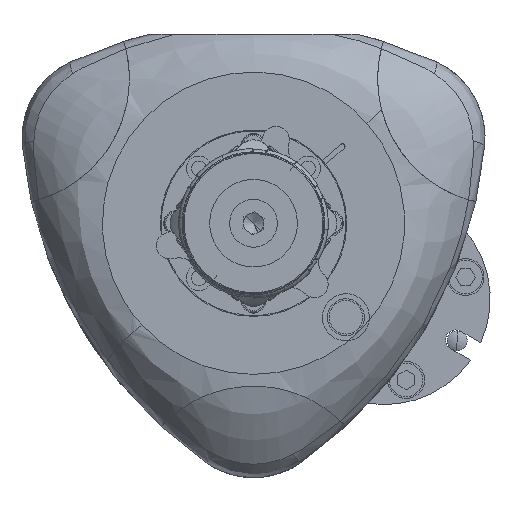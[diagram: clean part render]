
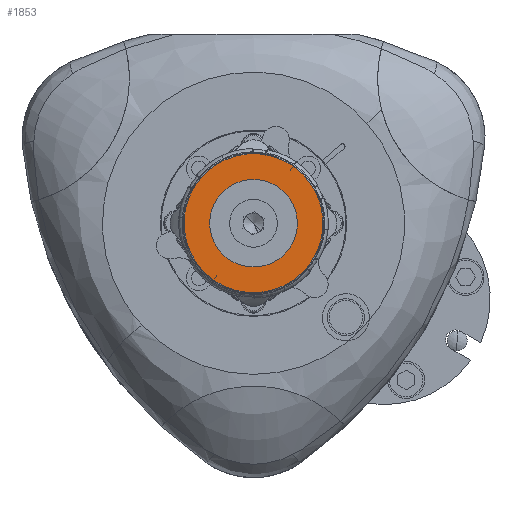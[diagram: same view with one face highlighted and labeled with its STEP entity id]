
A CAD part, front view. The second image highlights one B-rep face of the part: STEP entity #1853.
In plain terms, the highlighted planar face has unit normal (0, -1, 0).
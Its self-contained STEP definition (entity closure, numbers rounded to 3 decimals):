
#1853=ADVANCED_FACE('',(#5720,#5721),#5722,.F.);
#5720=FACE_OUTER_BOUND('',#15445,.T.);
#5721=FACE_BOUND('',#15446,.T.);
#5722=PLANE('',#15447);
#15445=EDGE_LOOP('',(#31134,#31135));
#15446=EDGE_LOOP('',(#31136,#31137));
#15447=AXIS2_PLACEMENT_3D('',#31138,#31139,#31140);
#31134=ORIENTED_EDGE('',*,*,#41485,.F.);
#31135=ORIENTED_EDGE('',*,*,#41621,.F.);
#31136=ORIENTED_EDGE('',*,*,#41622,.F.);
#31137=ORIENTED_EDGE('',*,*,#41418,.F.);
#31138=CARTESIAN_POINT('',(12.195,-202.3,-44.355));
#31139=DIRECTION('',(0.,1.0,0.));
#31140=DIRECTION('',(1.0,0.,-0.0));
#41418=EDGE_CURVE('',#49226,#49228,#49229,.T.);
#41485=EDGE_CURVE('',#49338,#49339,#49340,.T.);
#41621=EDGE_CURVE('',#49339,#49338,#49554,.T.);
#41622=EDGE_CURVE('',#49228,#49226,#49555,.T.);
#49226=VERTEX_POINT('',#64073);
#49228=VERTEX_POINT('',#64076);
#49229=CIRCLE('',#64077,13.05);
#49338=VERTEX_POINT('',#64241);
#49339=VERTEX_POINT('',#64242);
#49340=CIRCLE('',#64243,20.699);
#49554=CIRCLE('',#64689,20.699);
#49555=CIRCLE('',#64690,13.05);
#64073=CARTESIAN_POINT('',(36.638,-202.3,-45.484));
#64076=CARTESIAN_POINT('',(21.715,-202.3,-66.896));
#64077=AXIS2_PLACEMENT_3D('',#78542,#78543,#78544);
#64241=CARTESIAN_POINT('',(41.012,-202.3,-39.208));
#64242=CARTESIAN_POINT('',(17.341,-202.3,-73.172));
#64243=AXIS2_PLACEMENT_3D('',#78669,#78670,#78671);
#64689=AXIS2_PLACEMENT_3D('',#78877,#78878,#78879);
#64690=AXIS2_PLACEMENT_3D('',#78880,#78881,#78882);
#78542=CARTESIAN_POINT('',(29.176,-202.3,-56.19));
#78543=DIRECTION('',(0.,-1.0,0.));
#78544=DIRECTION('',(-0.572,0.,-0.82));
#78669=CARTESIAN_POINT('',(29.176,-202.3,-56.19));
#78670=DIRECTION('',(0.,1.0,0.));
#78671=DIRECTION('',(0.572,0.0,0.82));
#78877=CARTESIAN_POINT('',(29.176,-202.3,-56.19));
#78878=DIRECTION('',(0.,1.0,0.));
#78879=DIRECTION('',(0.572,0.0,0.82));
#78880=CARTESIAN_POINT('',(29.176,-202.3,-56.19));
#78881=DIRECTION('',(0.,-1.0,0.));
#78882=DIRECTION('',(-0.572,0.,-0.82));
